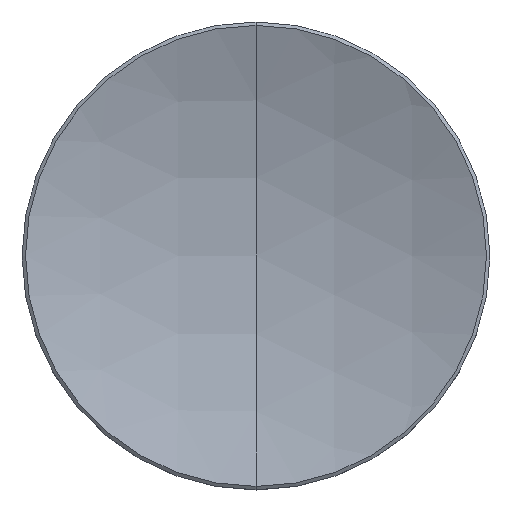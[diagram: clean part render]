
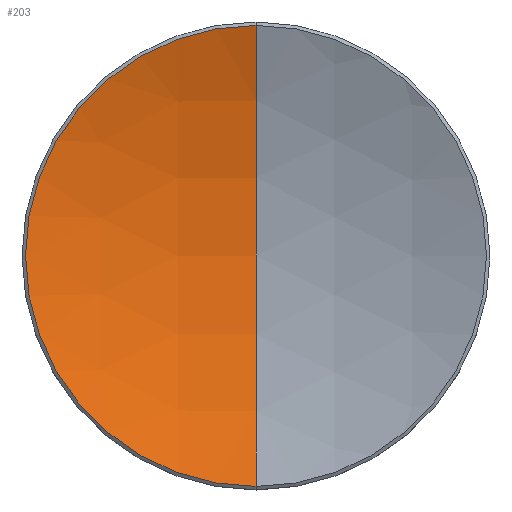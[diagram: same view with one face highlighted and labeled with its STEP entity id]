
A CAD part, top view. The second image highlights one B-rep face of the part: STEP entity #203.
In plain terms, the highlighted spherical face has radius 35.628 mm.
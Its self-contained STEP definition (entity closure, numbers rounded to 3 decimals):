
#4 = DIRECTION ( 'NONE',  ( 1., 0., 0. ) ) ;
#6 = DIRECTION ( 'NONE',  ( 0., 1., 0. ) ) ;
#16 = CARTESIAN_POINT ( 'NONE',  ( 0., 0., 35.458 ) ) ;
#17 = AXIS2_PLACEMENT_3D ( 'NONE', #289, #269, #108 ) ;
#20 = VERTEX_POINT ( 'NONE', #187 ) ;
#24 = AXIS2_PLACEMENT_3D ( 'NONE', #30, #4, #6 ) ;
#30 = CARTESIAN_POINT ( 'NONE',  ( 0., 0., 35.458 ) ) ;
#40 = EDGE_CURVE ( 'NONE', #20, #123, #296, .T. ) ;
#45 = SPHERICAL_SURFACE ( 'NONE', #17, 35.628 ) ;
#63 = ORIENTED_EDGE ( 'NONE', *, *, #231, .F. ) ;
#86 = CIRCLE ( 'NONE', #292, 35.628 ) ;
#105 = DIRECTION ( 'NONE',  ( -1., 0., 0. ) ) ;
#108 = DIRECTION ( 'NONE',  ( 0., 1., 0. ) ) ;
#113 = ORIENTED_EDGE ( 'NONE', *, *, #147, .T. ) ;
#118 = VERTEX_POINT ( 'NONE', #250 ) ;
#122 = CARTESIAN_POINT ( 'NONE',  ( 0., 0., 2.099 ) ) ;
#123 = VERTEX_POINT ( 'NONE', #262 ) ;
#124 = EDGE_LOOP ( 'NONE', ( #259, #113, #63 ) ) ;
#139 = FACE_OUTER_BOUND ( 'NONE', #124, .T. ) ;
#147 = EDGE_CURVE ( 'NONE', #123, #118, #185, .T. ) ;
#180 = AXIS2_PLACEMENT_3D ( 'NONE', #122, #276, #278 ) ;
#185 = CIRCLE ( 'NONE', #24, 35.628 ) ;
#187 = CARTESIAN_POINT ( 'NONE',  ( 0., 12.513, 2.099 ) ) ;
#203 = ADVANCED_FACE ( 'NONE', ( #139 ), #45, .F. ) ;
#231 = EDGE_CURVE ( 'NONE', #20, #118, #86, .T. ) ;
#250 = CARTESIAN_POINT ( 'NONE',  ( 0., 0., -0.17 ) ) ;
#259 = ORIENTED_EDGE ( 'NONE', *, *, #40, .T. ) ;
#262 = CARTESIAN_POINT ( 'NONE',  ( 0., -12.513, 2.099 ) ) ;
#269 = DIRECTION ( 'NONE',  ( 1., 0., 0. ) ) ;
#271 = DIRECTION ( 'NONE',  ( 0., 0., 1. ) ) ;
#276 = DIRECTION ( 'NONE',  ( 0., 0., 1. ) ) ;
#278 = DIRECTION ( 'NONE',  ( 0., -1., 0. ) ) ;
#289 = CARTESIAN_POINT ( 'NONE',  ( 0., 0., 35.458 ) ) ;
#292 = AXIS2_PLACEMENT_3D ( 'NONE', #16, #105, #271 ) ;
#296 = CIRCLE ( 'NONE', #180, 12.513 ) ;
